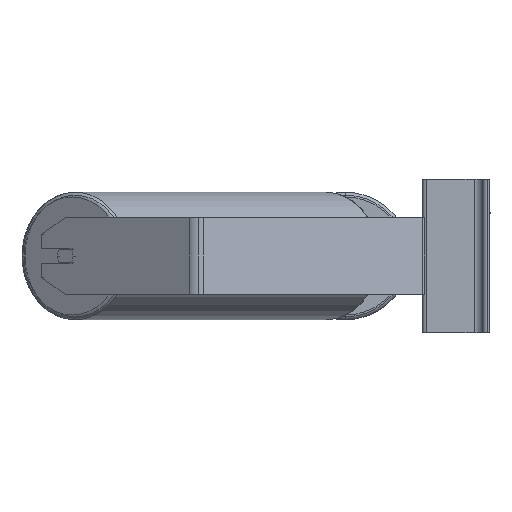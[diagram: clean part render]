
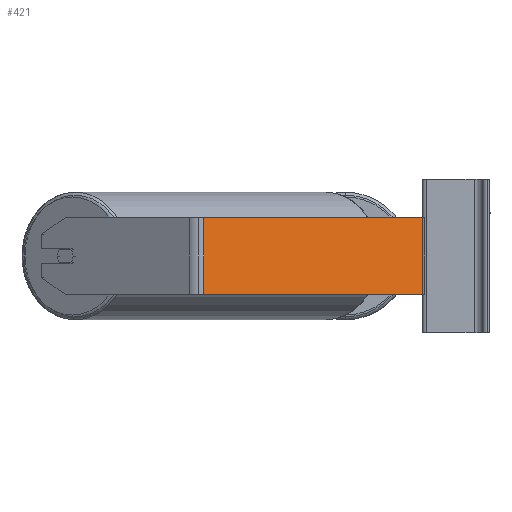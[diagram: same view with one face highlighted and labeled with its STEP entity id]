
A CAD part, left-side view. The second image highlights one B-rep face of the part: STEP entity #421.
In plain terms, the highlighted planar face has unit normal (-0.94, -0.342, 0).
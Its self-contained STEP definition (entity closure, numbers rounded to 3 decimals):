
#183 = CARTESIAN_POINT ( 'NONE',  ( -771.128, 245.664, 40. ) ) ;
#262 = ORIENTED_EDGE ( 'NONE', *, *, #1031, .T. ) ;
#421 = ADVANCED_FACE ( 'NONE', ( #7190 ), #9734, .F. ) ;
#690 = CARTESIAN_POINT ( 'NONE',  ( -771.128, 245.664, -40. ) ) ;
#814 = ORIENTED_EDGE ( 'NONE', *, *, #10073, .F. ) ;
#1019 = LINE ( 'NONE', #183, #8751 ) ;
#1031 = EDGE_CURVE ( 'NONE', #8285, #10109, #1019, .T. ) ;
#1203 = CARTESIAN_POINT ( 'NONE',  ( -687.518, 15.948, -40. ) ) ;
#1599 = LINE ( 'NONE', #4789, #2290 ) ;
#2290 = VECTOR ( 'NONE', #2333, 1000. ) ;
#2333 = DIRECTION ( 'NONE',  ( 0.342, -0.94, 0. ) ) ;
#2449 = LINE ( 'NONE', #10076, #5667 ) ;
#2584 = VERTEX_POINT ( 'NONE', #1203 ) ;
#2815 = ORIENTED_EDGE ( 'NONE', *, *, #6216, .F. ) ;
#3116 = VERTEX_POINT ( 'NONE', #9987 ) ;
#3530 = DIRECTION ( 'NONE',  ( 0.94, 0.342, 0. ) ) ;
#3590 = DIRECTION ( 'NONE',  ( 0., 0., -1. ) ) ;
#4602 = EDGE_LOOP ( 'NONE', ( #7725, #2815, #814, #262 ) ) ;
#4789 = CARTESIAN_POINT ( 'NONE',  ( -773.976, 253.491, -40. ) ) ;
#5667 = VECTOR ( 'NONE', #6715, 1000. ) ;
#6216 = EDGE_CURVE ( 'NONE', #3116, #2584, #2449, .T. ) ;
#6715 = DIRECTION ( 'NONE',  ( 0., 0., -1. ) ) ;
#7190 = FACE_OUTER_BOUND ( 'NONE', #4602, .T. ) ;
#7480 = LINE ( 'NONE', #9363, #7848 ) ;
#7725 = ORIENTED_EDGE ( 'NONE', *, *, #10767, .T. ) ;
#7848 = VECTOR ( 'NONE', #8365, 1000. ) ;
#8285 = VERTEX_POINT ( 'NONE', #10530 ) ;
#8365 = DIRECTION ( 'NONE',  ( 0.342, -0.94, 0. ) ) ;
#8651 = CARTESIAN_POINT ( 'NONE',  ( -773.976, 253.491, 40. ) ) ;
#8751 = VECTOR ( 'NONE', #3590, 1000. ) ;
#9363 = CARTESIAN_POINT ( 'NONE',  ( -773.976, 253.491, 40. ) ) ;
#9621 = AXIS2_PLACEMENT_3D ( 'NONE', #8651, #3530, #10367 ) ;
#9734 = PLANE ( 'NONE',  #9621 ) ;
#9987 = CARTESIAN_POINT ( 'NONE',  ( -687.518, 15.948, 40. ) ) ;
#10073 = EDGE_CURVE ( 'NONE', #8285, #3116, #7480, .T. ) ;
#10076 = CARTESIAN_POINT ( 'NONE',  ( -687.518, 15.948, 40. ) ) ;
#10109 = VERTEX_POINT ( 'NONE', #690 ) ;
#10367 = DIRECTION ( 'NONE',  ( -0.342, 0.94, 0. ) ) ;
#10530 = CARTESIAN_POINT ( 'NONE',  ( -771.128, 245.664, 40. ) ) ;
#10767 = EDGE_CURVE ( 'NONE', #10109, #2584, #1599, .T. ) ;
